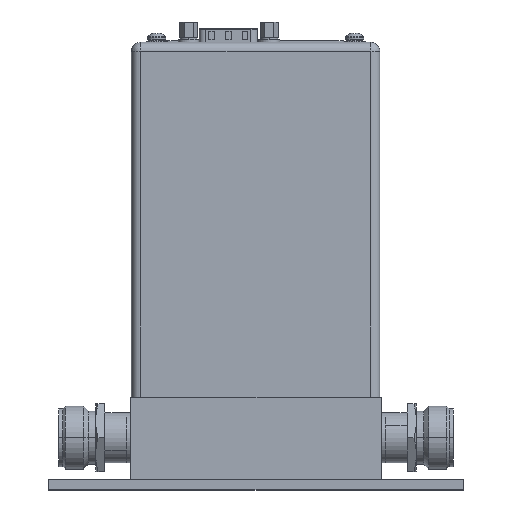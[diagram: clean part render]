
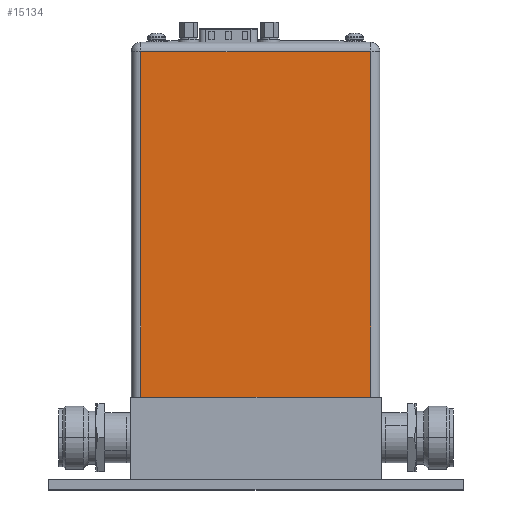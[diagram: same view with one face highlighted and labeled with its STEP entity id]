
A CAD part, top view. The second image highlights one B-rep face of the part: STEP entity #15134.
In plain terms, the highlighted planar face has unit normal (0, 0, 1).
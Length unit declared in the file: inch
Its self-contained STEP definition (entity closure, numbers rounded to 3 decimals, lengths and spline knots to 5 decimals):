
#13086=DIRECTION('',(1.,0.,0.));
#13087=VECTOR('',#13086,2.755);
#13088=CARTESIAN_POINT('',(-1.3775,0.,1.425));
#13089=LINE('',#13088,#13087);
#13734=DIRECTION('',(0.,-1.,0.));
#13735=VECTOR('',#13734,4.14);
#13736=CARTESIAN_POINT('',(1.3775,4.14,1.425));
#13737=LINE('',#13736,#13735);
#13741=DIRECTION('',(0.,-1.,0.));
#13742=VECTOR('',#13741,4.14);
#13743=CARTESIAN_POINT('',(-1.3775,4.14,1.425));
#13744=LINE('',#13743,#13742);
#13748=DIRECTION('',(1.,0.,0.));
#13749=VECTOR('',#13748,2.755);
#13750=CARTESIAN_POINT('',(-1.3775,4.14,1.425));
#13751=LINE('',#13750,#13749);
#14554=CARTESIAN_POINT('',(1.3775,0.,1.425));
#14556=VERTEX_POINT('',#14554);
#14557=CARTESIAN_POINT('',(1.3775,4.14,1.425));
#14558=VERTEX_POINT('',#14557);
#14579=CARTESIAN_POINT('',(-1.3775,0.,1.425));
#14581=VERTEX_POINT('',#14579);
#14583=CARTESIAN_POINT('',(-1.3775,4.14,1.425));
#14584=VERTEX_POINT('',#14583);
#15121=CARTESIAN_POINT('',(-1.4875,0.,1.425));
#15122=DIRECTION('',(0.,0.,1.));
#15123=DIRECTION('',(1.,0.,0.));
#15124=AXIS2_PLACEMENT_3D('',#15121,#15122,#15123);
#15125=PLANE('',#15124);
#15126=ORIENTED_EDGE('',*,*,#15113,.T.);
#15127=ORIENTED_EDGE('',*,*,#14644,.F.);
#15129=ORIENTED_EDGE('',*,*,#15128,.F.);
#15131=ORIENTED_EDGE('',*,*,#15130,.T.);
#15132=EDGE_LOOP('',(#15126,#15127,#15129,#15131));
#15133=FACE_OUTER_BOUND('',#15132,.F.);
#15134=ADVANCED_FACE('',(#15133),#15125,.T.);
#14644=EDGE_CURVE('',#14581,#14556,#13089,.T.);
#15113=EDGE_CURVE('',#14558,#14556,#13737,.T.);
#15128=EDGE_CURVE('',#14584,#14581,#13744,.T.);
#15130=EDGE_CURVE('',#14584,#14558,#13751,.T.);
